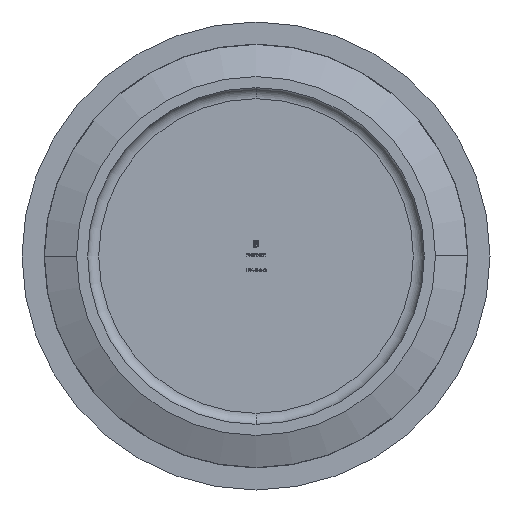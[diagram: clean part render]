
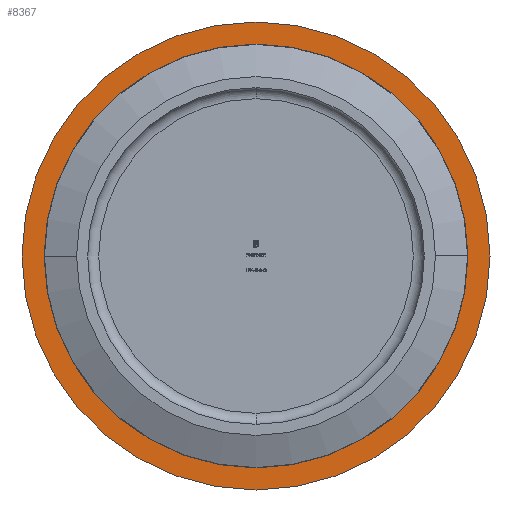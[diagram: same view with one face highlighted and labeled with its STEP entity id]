
A CAD part, front view. The second image highlights one B-rep face of the part: STEP entity #8367.
In plain terms, the highlighted planar face has unit normal (0, -1, 0).
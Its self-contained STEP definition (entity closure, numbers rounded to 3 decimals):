
#575 = AXIS2_PLACEMENT_3D ( 'NONE', #12541, #2802, #9300 ) ;
#1201 = ORIENTED_EDGE ( 'NONE', *, *, #5174, .F. ) ;
#1817 = DIRECTION ( 'NONE',  ( 0., -1., 0. ) ) ;
#2281 = FACE_OUTER_BOUND ( 'NONE', #11892, .T. ) ;
#2613 = CARTESIAN_POINT ( 'NONE',  ( 0., 11., 0. ) ) ;
#2708 = CARTESIAN_POINT ( 'NONE',  ( 0., 11., 0. ) ) ;
#2725 = CARTESIAN_POINT ( 'NONE',  ( 0., 11., -16.25 ) ) ;
#2802 = DIRECTION ( 'NONE',  ( 0., -1., 0. ) ) ;
#2878 = DIRECTION ( 'NONE',  ( 0., 0., -1. ) ) ;
#3158 = CIRCLE ( 'NONE', #10193, 16.25 ) ;
#3226 = CARTESIAN_POINT ( 'NONE',  ( 0., 11., 16.25 ) ) ;
#3536 = VERTEX_POINT ( 'NONE', #4158 ) ;
#3682 = DIRECTION ( 'NONE',  ( 0., 0., -1. ) ) ;
#3778 = ORIENTED_EDGE ( 'NONE', *, *, #9463, .T. ) ;
#4158 = CARTESIAN_POINT ( 'NONE',  ( 0., 11., 21.2 ) ) ;
#5174 = EDGE_CURVE ( 'NONE', #7348, #9961, #3158, .T. ) ;
#6301 = CIRCLE ( 'NONE', #9596, 16.25 ) ;
#6665 = EDGE_LOOP ( 'NONE', ( #1201, #10481 ) ) ;
#7059 = DIRECTION ( 'NONE',  ( 0., -1., 0. ) ) ;
#7272 = CARTESIAN_POINT ( 'NONE',  ( 0., 11., 0. ) ) ;
#7348 = VERTEX_POINT ( 'NONE', #2725 ) ;
#7643 = AXIS2_PLACEMENT_3D ( 'NONE', #7272, #1817, #2878 ) ;
#7877 = EDGE_CURVE ( 'NONE', #9961, #7348, #6301, .T. ) ;
#8005 = CARTESIAN_POINT ( 'NONE',  ( 0., 11., -21.2 ) ) ;
#8045 = DIRECTION ( 'NONE',  ( 0., -1., 0. ) ) ;
#8074 = VERTEX_POINT ( 'NONE', #8005 ) ;
#8367 = ADVANCED_FACE ( 'NONE', ( #2281, #10459 ), #12394, .T. ) ;
#8641 = AXIS2_PLACEMENT_3D ( 'NONE', #10068, #8045, #3682 ) ;
#9300 = DIRECTION ( 'NONE',  ( 0., 0., -1. ) ) ;
#9373 = CIRCLE ( 'NONE', #8641, 21.2 ) ;
#9463 = EDGE_CURVE ( 'NONE', #3536, #8074, #12715, .T. ) ;
#9594 = ORIENTED_EDGE ( 'NONE', *, *, #10798, .T. ) ;
#9596 = AXIS2_PLACEMENT_3D ( 'NONE', #2613, #12259, #10081 ) ;
#9961 = VERTEX_POINT ( 'NONE', #3226 ) ;
#10068 = CARTESIAN_POINT ( 'NONE',  ( 0., 11., 0. ) ) ;
#10081 = DIRECTION ( 'NONE',  ( 0., 0., -1. ) ) ;
#10193 = AXIS2_PLACEMENT_3D ( 'NONE', #2708, #7059, #11370 ) ;
#10459 = FACE_BOUND ( 'NONE', #6665, .T. ) ;
#10481 = ORIENTED_EDGE ( 'NONE', *, *, #7877, .F. ) ;
#10798 = EDGE_CURVE ( 'NONE', #8074, #3536, #9373, .T. ) ;
#11370 = DIRECTION ( 'NONE',  ( 0., 0., -1. ) ) ;
#11892 = EDGE_LOOP ( 'NONE', ( #9594, #3778 ) ) ;
#12259 = DIRECTION ( 'NONE',  ( 0., -1., 0. ) ) ;
#12394 = PLANE ( 'NONE',  #575 ) ;
#12541 = CARTESIAN_POINT ( 'NONE',  ( 21.2, 11., 0. ) ) ;
#12715 = CIRCLE ( 'NONE', #7643, 21.2 ) ;
